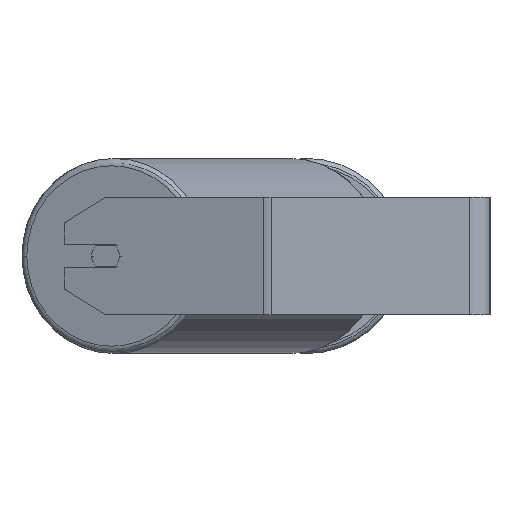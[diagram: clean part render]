
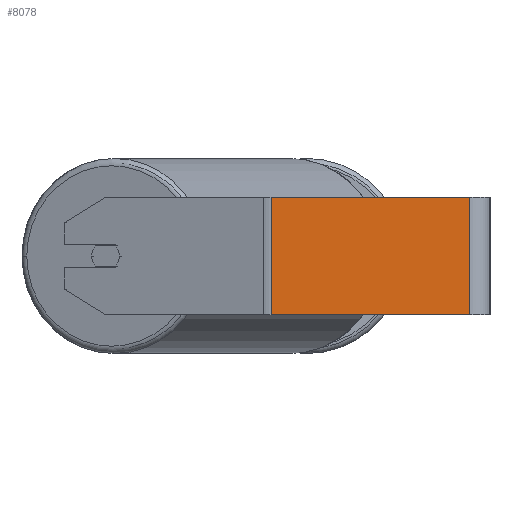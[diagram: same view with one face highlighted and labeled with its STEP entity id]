
A CAD part, left-side view. The second image highlights one B-rep face of the part: STEP entity #8078.
In plain terms, the highlighted planar face has unit normal (-1, 0, 0).
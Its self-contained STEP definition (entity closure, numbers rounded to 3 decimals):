
#32 = EDGE_CURVE ( 'NONE', #933, #7939, #2559, .T. ) ;
#453 = DIRECTION ( 'NONE',  ( 0., 0., -1. ) ) ;
#685 = ORIENTED_EDGE ( 'NONE', *, *, #5378, .T. ) ;
#856 = ORIENTED_EDGE ( 'NONE', *, *, #2181, .F. ) ;
#933 = VERTEX_POINT ( 'NONE', #5174 ) ;
#1046 = VERTEX_POINT ( 'NONE', #3224 ) ;
#1252 = CARTESIAN_POINT ( 'NONE',  ( -605., 151.718, 40. ) ) ;
#1309 = EDGE_LOOP ( 'NONE', ( #4108, #856, #2831, #685 ) ) ;
#1483 = LINE ( 'NONE', #5506, #1994 ) ;
#1753 = LINE ( 'NONE', #5772, #6208 ) ;
#1764 = CARTESIAN_POINT ( 'NONE',  ( -605., 14., 40. ) ) ;
#1994 = VECTOR ( 'NONE', #8203, 1000. ) ;
#1999 = DIRECTION ( 'NONE',  ( 0., 0., -1. ) ) ;
#2181 = EDGE_CURVE ( 'NONE', #7939, #3712, #8102, .T. ) ;
#2434 = CARTESIAN_POINT ( 'NONE',  ( -605., 14., -40. ) ) ;
#2559 = LINE ( 'NONE', #5257, #2615 ) ;
#2615 = VECTOR ( 'NONE', #4585, 1000. ) ;
#2703 = CARTESIAN_POINT ( 'NONE',  ( -605., 14., 40. ) ) ;
#2831 = ORIENTED_EDGE ( 'NONE', *, *, #32, .F. ) ;
#3143 = DIRECTION ( 'NONE',  ( 1., 0., 0. ) ) ;
#3224 = CARTESIAN_POINT ( 'NONE',  ( -605., 149.249, -40. ) ) ;
#3712 = VERTEX_POINT ( 'NONE', #2434 ) ;
#4108 = ORIENTED_EDGE ( 'NONE', *, *, #7248, .T. ) ;
#4585 = DIRECTION ( 'NONE',  ( 0., -1., 0. ) ) ;
#5174 = CARTESIAN_POINT ( 'NONE',  ( -605., 149.249, 40. ) ) ;
#5183 = FACE_OUTER_BOUND ( 'NONE', #1309, .T. ) ;
#5257 = CARTESIAN_POINT ( 'NONE',  ( -605., 151.718, 40. ) ) ;
#5378 = EDGE_CURVE ( 'NONE', #933, #1046, #1753, .T. ) ;
#5478 = VECTOR ( 'NONE', #1999, 1000. ) ;
#5506 = CARTESIAN_POINT ( 'NONE',  ( -605., 151.718, -40. ) ) ;
#5772 = CARTESIAN_POINT ( 'NONE',  ( -605., 149.249, 40. ) ) ;
#5802 = PLANE ( 'NONE',  #6674 ) ;
#6208 = VECTOR ( 'NONE', #7685, 1000. ) ;
#6674 = AXIS2_PLACEMENT_3D ( 'NONE', #1252, #3143, #453 ) ;
#7248 = EDGE_CURVE ( 'NONE', #1046, #3712, #1483, .T. ) ;
#7685 = DIRECTION ( 'NONE',  ( 0., 0., -1. ) ) ;
#7939 = VERTEX_POINT ( 'NONE', #1764 ) ;
#8078 = ADVANCED_FACE ( 'NONE', ( #5183 ), #5802, .F. ) ;
#8102 = LINE ( 'NONE', #2703, #5478 ) ;
#8203 = DIRECTION ( 'NONE',  ( 0., -1., 0. ) ) ;
